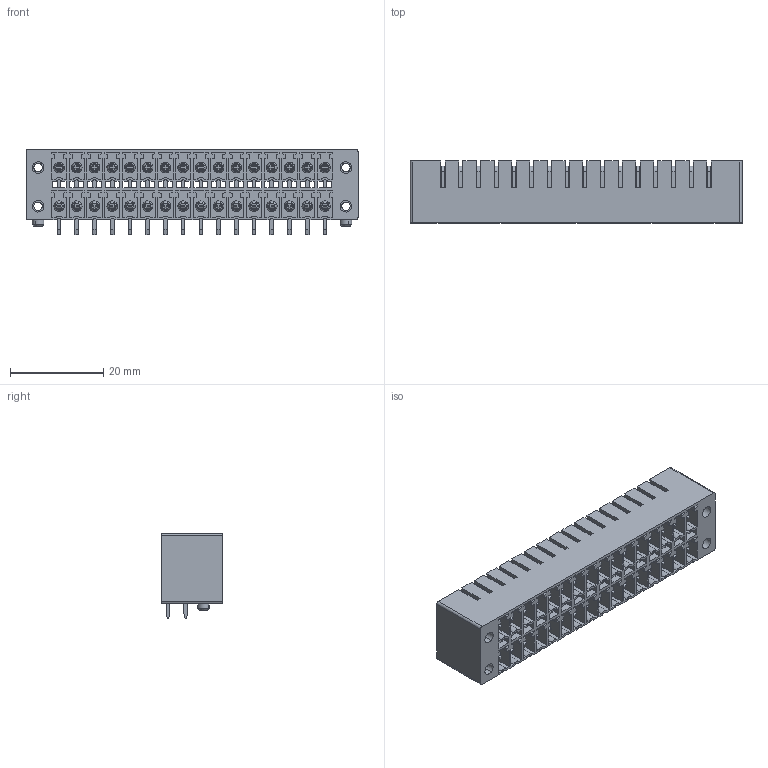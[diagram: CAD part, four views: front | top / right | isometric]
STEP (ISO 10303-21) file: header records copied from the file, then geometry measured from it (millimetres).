
FILE_DESCRIPTION(('CATIA V5 STEP Exchange','CAx-IF Rec.Pracs.--- Model Styling and Organization---1.2---2011-12-15'),'2;1');
FILE_NAME ('D1447494_0', '2018-09-28T17:11:56+00:00', ('none'), ('Weidmueller'), 'CATIA Version 5-6 Release 2014', 'CATIA V5 STEP AP214', 'none');
FILE_SCHEMA(('AUTOMOTIVE_DESIGN { 1 0 10303 214 1 1 1 1 }'));
Products named in the file (1): 1039740000
Bounding box: 71.35 x 13.3 x 18.4 mm (x, y, z)
Volume: 6312.1 mm3; surface area: 15100.5 mm2
Topology: 35 solids, 35 shells, 2210 faces, 6154 edges, 4066 vertices
Faces by surface type: plane 1750, cylinder 264, torus 128, cone 68
Entity records: 62191 total; most frequent: ORIENTED_EDGE 12308, CARTESIAN_POINT 11225, DIRECTION 7602, EDGE_CURVE 6154, VECTOR 5238, LINE 5238, VERTEX_POINT 4066, EDGE_LOOP 2366
